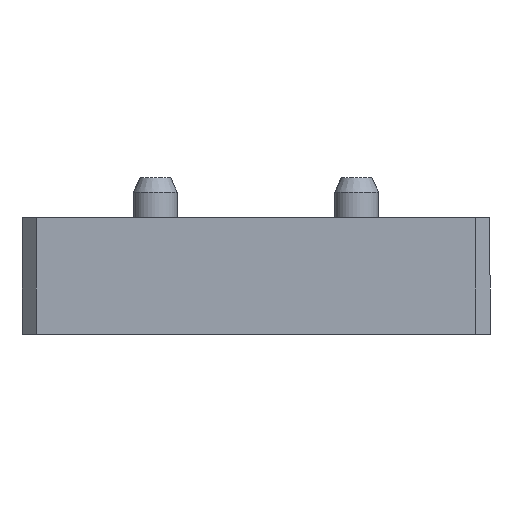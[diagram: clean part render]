
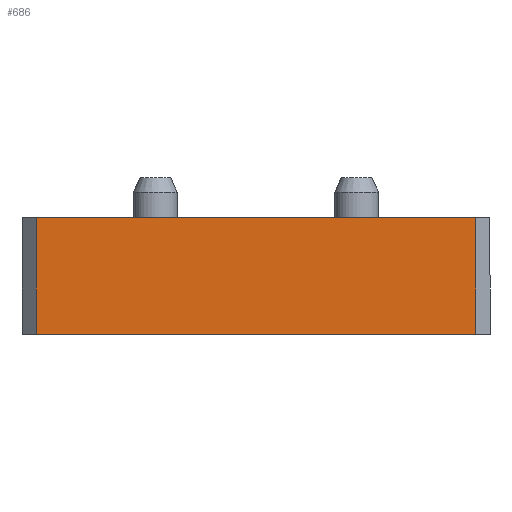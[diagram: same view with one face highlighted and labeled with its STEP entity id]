
A CAD part, front view. The second image highlights one B-rep face of the part: STEP entity #686.
In plain terms, the highlighted planar face has unit normal (0, -1, 0).
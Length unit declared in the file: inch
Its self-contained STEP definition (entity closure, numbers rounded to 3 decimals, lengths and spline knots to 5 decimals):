
#36 = EDGE_CURVE ( 'NONE', #1388, #1397, #1596, .T. ) ;
#75 = EDGE_CURVE ( 'NONE', #1397, #1371, #1573, .T. ) ;
#190 = EDGE_CURVE ( 'NONE', #262, #1371, #1902, .T. ) ;
#202 = EDGE_CURVE ( 'NONE', #262, #1388, #1480, .T. ) ;
#262 = VERTEX_POINT ( 'NONE', #1037 ) ;
#285 = EDGE_LOOP ( 'NONE', ( #1684, #1725, #320, #329 ) ) ;
#320 = ORIENTED_EDGE ( 'NONE', *, *, #36, .T. ) ;
#329 = ORIENTED_EDGE ( 'NONE', *, *, #75, .T. ) ;
#376 = AXIS2_PLACEMENT_3D ( 'NONE', #1098, #1103, #1104 ) ;
#525 = DIRECTION ( 'NONE',  ( 1., 0., 0. ) ) ;
#686 = ADVANCED_FACE ( 'NONE', ( #779 ), #1096, .T. ) ;
#779 = FACE_OUTER_BOUND ( 'NONE', #285, .T. ) ;
#879 = CARTESIAN_POINT ( 'NONE',  ( 0.94, -4., -0.25 ) ) ;
#882 = DIRECTION ( 'NONE',  ( 0., 0., 1. ) ) ;
#907 = CARTESIAN_POINT ( 'NONE',  ( 1., -4., -0.25 ) ) ;
#915 = DIRECTION ( 'NONE',  ( 1., 0., 0. ) ) ;
#1013 = DIRECTION ( 'NONE',  ( 0., 0., -1. ) ) ;
#1014 = CARTESIAN_POINT ( 'NONE',  ( -0.94, -4., -0.25 ) ) ;
#1037 = CARTESIAN_POINT ( 'NONE',  ( -0.94, -4., 0.25 ) ) ;
#1096 = PLANE ( 'NONE',  #376 ) ;
#1098 = CARTESIAN_POINT ( 'NONE',  ( 1., -4., -0.25 ) ) ;
#1103 = DIRECTION ( 'NONE',  ( 0., -1., 0. ) ) ;
#1104 = DIRECTION ( 'NONE',  ( 0., 0., -1. ) ) ;
#1200 = CARTESIAN_POINT ( 'NONE',  ( 1., -4., 0.25 ) ) ;
#1371 = VERTEX_POINT ( 'NONE', #1617 ) ;
#1388 = VERTEX_POINT ( 'NONE', #1631 ) ;
#1397 = VERTEX_POINT ( 'NONE', #1640 ) ;
#1466 = VECTOR ( 'NONE', #1013, 39.37008 ) ;
#1480 = LINE ( 'NONE', #1014, #1466 ) ;
#1573 = LINE ( 'NONE', #879, #1580 ) ;
#1580 = VECTOR ( 'NONE', #882, 39.37008 ) ;
#1596 = LINE ( 'NONE', #907, #1605 ) ;
#1605 = VECTOR ( 'NONE', #915, 39.37008 ) ;
#1617 = CARTESIAN_POINT ( 'NONE',  ( 0.94, -4., 0.25 ) ) ;
#1631 = CARTESIAN_POINT ( 'NONE',  ( -0.94, -4., -0.25 ) ) ;
#1640 = CARTESIAN_POINT ( 'NONE',  ( 0.94, -4., -0.25 ) ) ;
#1684 = ORIENTED_EDGE ( 'NONE', *, *, #190, .F. ) ;
#1725 = ORIENTED_EDGE ( 'NONE', *, *, #202, .T. ) ;
#1902 = LINE ( 'NONE', #1200, #1907 ) ;
#1907 = VECTOR ( 'NONE', #525, 39.37008 ) ;
